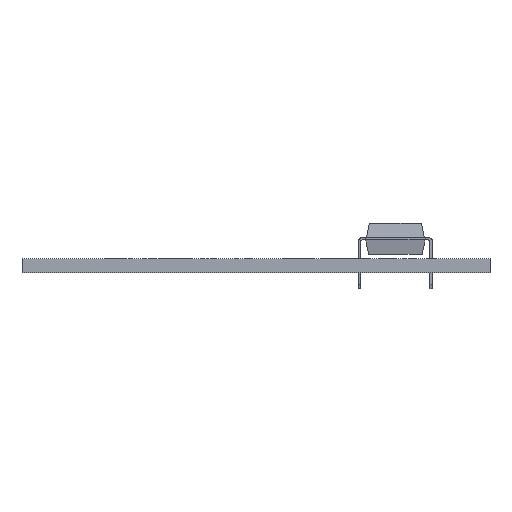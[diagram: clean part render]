
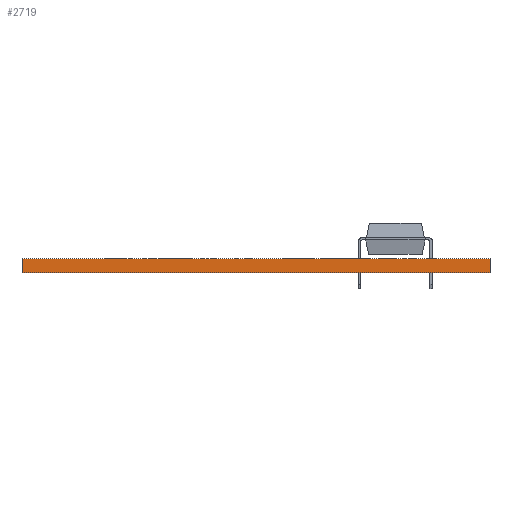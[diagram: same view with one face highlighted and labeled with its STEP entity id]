
A CAD part, front view. The second image highlights one B-rep face of the part: STEP entity #2719.
In plain terms, the highlighted planar face has unit normal (0, -1, 0).
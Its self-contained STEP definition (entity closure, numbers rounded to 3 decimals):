
#345=FACE_OUTER_BOUND('',#478,.T.);
#478=EDGE_LOOP('',(#2192,#2193,#2194,#2195));
#817=LINE('',#4240,#1080);
#818=LINE('',#4242,#1081);
#819=LINE('',#4244,#1082);
#820=LINE('',#4245,#1083);
#1080=VECTOR('',#3461,1.);
#1081=VECTOR('',#3462,1.);
#1082=VECTOR('',#3463,1.);
#1083=VECTOR('',#3464,1.);
#1277=VERTEX_POINT('',#4238);
#1278=VERTEX_POINT('',#4239);
#1279=VERTEX_POINT('',#4241);
#1280=VERTEX_POINT('',#4243);
#1597=EDGE_CURVE('',#1277,#1278,#817,.T.);
#1598=EDGE_CURVE('',#1278,#1279,#818,.T.);
#1599=EDGE_CURVE('',#1280,#1279,#819,.T.);
#1600=EDGE_CURVE('',#1277,#1280,#820,.T.);
#2192=ORIENTED_EDGE('',*,*,#1597,.T.);
#2193=ORIENTED_EDGE('',*,*,#1598,.T.);
#2194=ORIENTED_EDGE('',*,*,#1599,.F.);
#2195=ORIENTED_EDGE('',*,*,#1600,.F.);
#2539=PLANE('',#2900);
#2719=ADVANCED_FACE('',(#345),#2539,.T.);
#2900=AXIS2_PLACEMENT_3D('',#4237,#3459,#3460);
#3459=DIRECTION('center_axis',(0.,-1.,0.));
#3460=DIRECTION('ref_axis',(-1.,0.,0.));
#3461=DIRECTION('',(0.,0.,1.));
#3462=DIRECTION('',(-1.,0.,0.));
#3463=DIRECTION('',(0.,0.,1.));
#3464=DIRECTION('',(-1.,0.,0.));
#4237=CARTESIAN_POINT('Origin',(112.5,-118.5,0.));
#4238=CARTESIAN_POINT('',(112.5,-118.5,0.));
#4239=CARTESIAN_POINT('',(112.5,-118.5,1.51));
#4240=CARTESIAN_POINT('',(112.5,-118.5,0.));
#4241=CARTESIAN_POINT('',(62.5,-118.5,1.51));
#4242=CARTESIAN_POINT('',(112.5,-118.5,1.51));
#4243=CARTESIAN_POINT('',(62.5,-118.5,0.));
#4244=CARTESIAN_POINT('',(62.5,-118.5,0.));
#4245=CARTESIAN_POINT('',(112.5,-118.5,0.));
